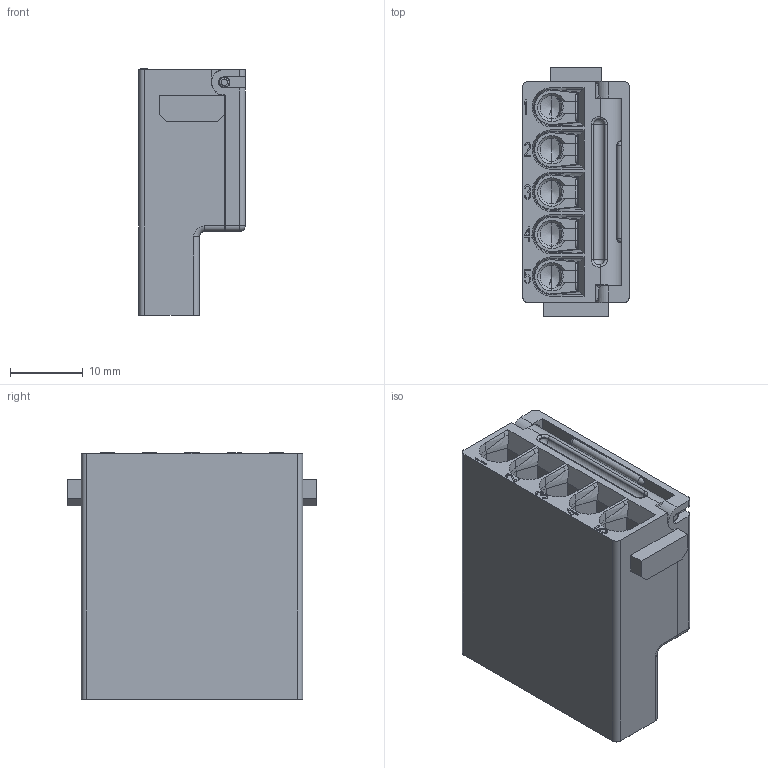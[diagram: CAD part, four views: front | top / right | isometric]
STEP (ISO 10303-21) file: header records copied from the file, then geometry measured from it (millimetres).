
FILE_DESCRIPTION((''),'2;1');
FILE_NAME('M','2017-06-03T',('tl.yang'),(''),'PRO/ENGINEER BY PARAMETRIC TECHNOLOGY CORPORATION, 2011500','PRO/ENGINEER BY PARAMETRIC TECHNOLOGY CORPORATION, 2011500','');
FILE_SCHEMA(('CONFIG_CONTROL_DESIGN'));
Products named in the file (1): M
Bounding box: 14.6 x 34.2 x 33.8 mm (x, y, z)
Volume: 7580.5 mm3; surface area: 12006.5 mm2
Topology: 2 solids, 2 shells, 1106 faces, 3184 edges, 2071 vertices
Faces by surface type: plane 486, cylinder 230, bspline 151, cone 140, torus 49, extrusion 30, sphere 20
Entity records: 48183 total; most frequent: CARTESIAN_POINT 20731, ORIENTED_EDGE 6300, DIRECTION 4903, EDGE_CURVE 3150, VERTEX_POINT 2071, AXIS2_PLACEMENT_3D 1637, VECTOR 1629, LINE 1599
